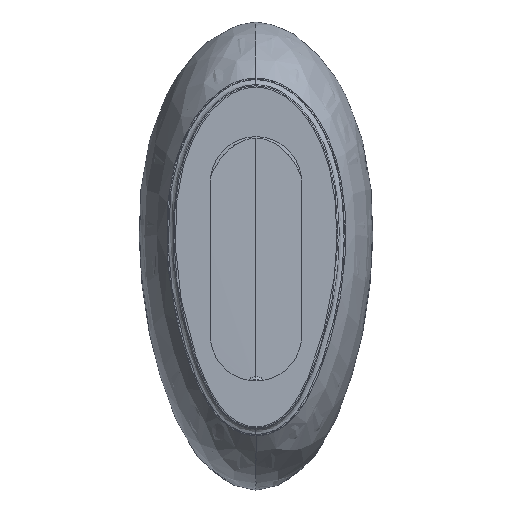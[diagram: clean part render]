
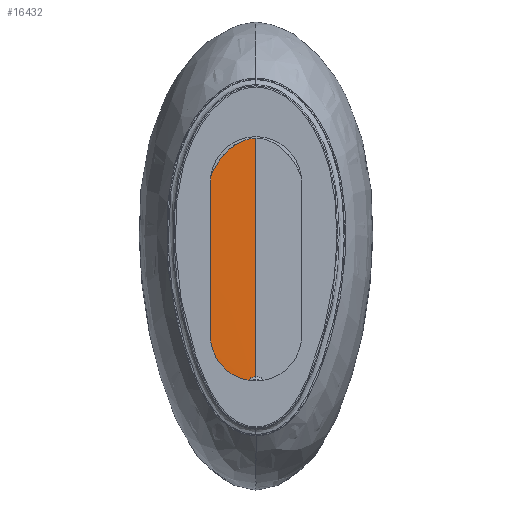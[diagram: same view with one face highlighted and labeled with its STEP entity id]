
A CAD part, front view. The second image highlights one B-rep face of the part: STEP entity #16432.
In plain terms, the highlighted conical face has half-angle 88.5 degrees and reference radius 525.787 mm.
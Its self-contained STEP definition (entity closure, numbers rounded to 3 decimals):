
#3598=CARTESIAN_POINT('',(0.,194.561,
-807.397));
#3599=CARTESIAN_POINT('',(-7.071,194.561,
-807.396));
#3600=CARTESIAN_POINT('',(-21.789,194.567,
-806.504));
#3601=CARTESIAN_POINT('',(-45.972,194.601,
-801.314));
#3602=CARTESIAN_POINT('',(-69.743,194.663,
-792.277));
#3603=CARTESIAN_POINT('',(-94.505,194.773,
-778.459));
#3604=CARTESIAN_POINT('',(-116.977,194.93,
-761.188));
#3605=CARTESIAN_POINT('',(-137.014,195.124,
-740.473));
#3606=CARTESIAN_POINT('',(-155.658,195.373,
-715.115));
#3607=CARTESIAN_POINT('',(-174.193,195.752,
-680.491));
#3608=CARTESIAN_POINT('',(-188.43,196.225,
-643.781));
#3609=CARTESIAN_POINT('',(-199.025,196.741,
-608.963));
#3610=CARTESIAN_POINT('',(-207.994,197.328,
-573.591));
#3611=CARTESIAN_POINT('',(-216.264,198.029,
-534.939));
#3612=CARTESIAN_POINT('',(-223.876,198.879,
-491.249));
#3613=CARTESIAN_POINT('',(-230.566,199.898,
-441.484));
#3614=CARTESIAN_POINT('',(-236.005,201.116,
-384.452));
#3615=CARTESIAN_POINT('',(-239.836,202.539,
-320.017));
#3616=CARTESIAN_POINT('',(-241.946,204.298,
-242.667));
#3617=CARTESIAN_POINT('',(-240.726,206.396,
-152.569));
#3618=CARTESIAN_POINT('',(-235.934,208.223,
-75.029));
#3619=CARTESIAN_POINT('',(-228.783,209.776,
-9.339));
#3620=CARTESIAN_POINT('',(-219.634,211.122,47.554));
#3621=CARTESIAN_POINT('',(-209.088,212.283,96.604));
#3622=CARTESIAN_POINT('',(-197.403,213.272,138.569));
#3623=CARTESIAN_POINT('',(-184.584,214.096,173.76));
#3624=CARTESIAN_POINT('',(-171.032,214.771,202.84));
#3625=CARTESIAN_POINT('',(-157.212,215.319,226.623));
#3626=CARTESIAN_POINT('',(-143.527,215.762,246.008));
#3627=CARTESIAN_POINT('',(-130.328,216.121,261.78));
#3628=CARTESIAN_POINT('',(-118.041,216.408,274.447));
#3629=CARTESIAN_POINT('',(-106.961,216.637,284.562));
#3630=CARTESIAN_POINT('',(-95.664,216.848,293.837));
#3631=CARTESIAN_POINT('',(-83.187,217.051,302.758));
#3632=CARTESIAN_POINT('',(-69.242,217.24,311.101));
#3633=CARTESIAN_POINT('',(-53.717,217.405,318.368));
#3634=CARTESIAN_POINT('',(-37.676,217.527,323.749));
#3635=CARTESIAN_POINT('',(-22.425,217.599,326.956));
#3636=CARTESIAN_POINT('',(-9.027,217.629,328.315));
#3637=CARTESIAN_POINT('',(-2.652,217.632,328.456));
#3638=CARTESIAN_POINT('',(0.,217.632,
328.456));
#3640=DIRECTION('',(0.,0.026,-1.));
#3641=VECTOR('',#3640,84.335);
#3642=CARTESIAN_POINT('',(0.,192.353,
-723.091));
#3643=LINE('',#3642,#3641);
#3644=DIRECTION('',(0.,-0.026,-1.));
#3645=VECTOR('',#3644,965.696);
#3646=CARTESIAN_POINT('',(0.,217.632,
328.456));
#3647=LINE('',#3646,#3645);
#3668=CARTESIAN_POINT('',(0.,192.353,-680.));
#3669=DIRECTION('',(0.,-1.,0.));
#3670=DIRECTION('',(0.,0.,1.));
#3671=AXIS2_PLACEMENT_3D('',#3668,#3669,#3670);
#3758=CARTESIAN_POINT('',(0.,192.353,
-723.091));
#3759=CARTESIAN_POINT('',(0.,194.561,
-807.397));
#3760=VERTEX_POINT('',#3758);
#3761=VERTEX_POINT('',#3759);
#3762=CARTESIAN_POINT('',(0.,217.632,
328.456));
#3763=CARTESIAN_POINT('',(0.,192.353,-636.909));
#3764=VERTEX_POINT('',#3762);
#3765=VERTEX_POINT('',#3763);
#16418=CARTESIAN_POINT('',(0.,204.993,-680.));
#16419=DIRECTION('',(0.,1.,0.));
#16420=DIRECTION('',(0.,0.,1.));
#16421=AXIS2_PLACEMENT_3D('',#16418,#16419,#16420);
#16422=CONICAL_SURFACE('',#16421,525.787,88.5);
#16424=ORIENTED_EDGE('',*,*,#16423,.T.);
#16425=ORIENTED_EDGE('',*,*,#16413,.T.);
#16427=ORIENTED_EDGE('',*,*,#16426,.T.);
#16429=ORIENTED_EDGE('',*,*,#16428,.T.);
#16430=EDGE_LOOP('',(#16424,#16425,#16427,#16429));
#16431=FACE_OUTER_BOUND('',#16430,.F.);
#3639=B_SPLINE_CURVE_WITH_KNOTS('',3,(#3598,#3599,#3600,#3601,#3602,#3603,#3604,
#3605,#3606,#3607,#3608,#3609,#3610,#3611,#3612,#3613,#3614,#3615,#3616,#3617,
#3618,#3619,#3620,#3621,#3622,#3623,#3624,#3625,#3626,#3627,#3628,#3629,#3630,
#3631,#3632,#3633,#3634,#3635,#3636,#3637,#3638),.UNSPECIFIED.,.F.,.F.,(4,1,1,1,
1,1,1,1,1,1,1,1,1,1,1,1,1,1,1,1,1,1,1,1,1,1,1,1,1,1,1,1,1,1,1,1,1,1,4),(0.,
0.026,0.053,0.079,0.105,
0.132,0.158,0.184,0.211,
0.237,0.263,0.289,0.316,
0.342,0.368,0.395,0.421,
0.447,0.474,0.5,0.526,0.553,
0.579,0.605,0.632,0.658,
0.684,0.711,0.737,0.763,
0.789,0.816,0.842,0.868,
0.895,0.921,0.947,0.974,1.),
.UNSPECIFIED.);
#3672=CIRCLE('',#3671,43.091);
#16413=EDGE_CURVE('',#3761,#3764,#3639,.T.);
#16423=EDGE_CURVE('',#3760,#3761,#3643,.T.);
#16426=EDGE_CURVE('',#3764,#3765,#3647,.T.);
#16428=EDGE_CURVE('',#3765,#3760,#3672,.T.);
#16432=ADVANCED_FACE('',(#16431),#16422,.T.);
